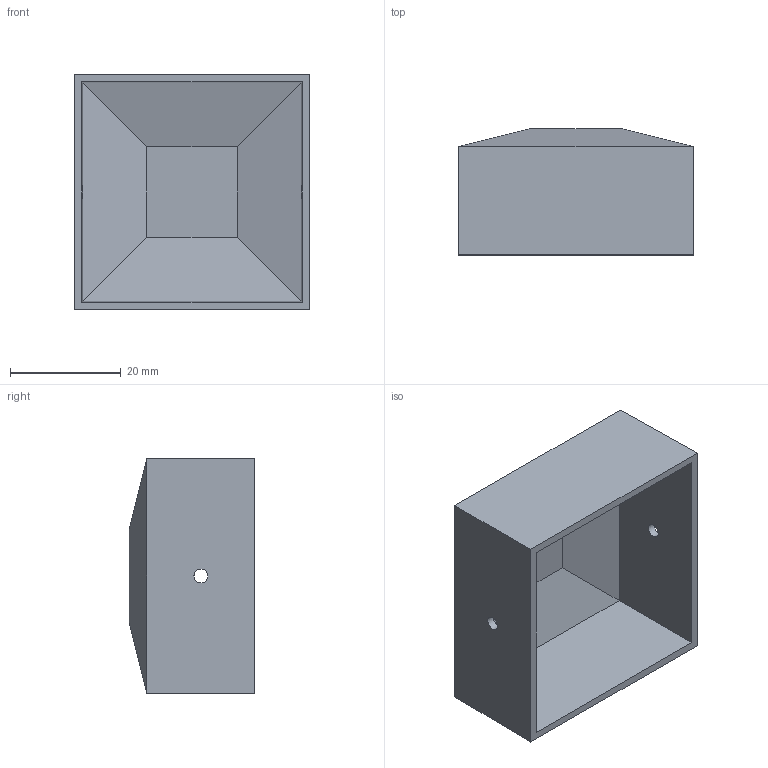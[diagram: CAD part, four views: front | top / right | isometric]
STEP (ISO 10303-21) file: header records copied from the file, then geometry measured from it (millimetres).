
FILE_DESCRIPTION(/* description */ (''),/* implementation_level */ '2;1');
FILE_NAME(/* name */ 'Crazyfire HZ-100P Housing v4.step',/* time_stamp */ '2017-04-28T14:29:22-07:00',/* author */ (''),/* organization */ (''),/* preprocessor_version */ 'ST-DEVELOPER v16.13',/* originating_system */ 'Autodesk Translation Framework v6.1.1.50',/* authorisation */ '');
FILE_SCHEMA (('AUTOMOTIVE_DESIGN { 1 0 10303 214 3 1 1 }'));
Length unit declared in the file: millimetre
Products named in the file (1): Crazyfire HZ-100P Housing v4
Bounding box: 42.5 x 22.7 x 42.5 mm (x, y, z)
Volume: 6726.9 mm3; surface area: 9868.8 mm2
Topology: 1 solids, 1 shells, 21 faces, 46 edges, 28 vertices
Faces by surface type: plane 19, cylinder 2
Full cylindrical faces by diameter (mm): 2.5 x2
Entity records: 580 total; most frequent: CARTESIAN_POINT 94, DIRECTION 92, ORIENTED_EDGE 88, EDGE_CURVE 44, LINE 40, VECTOR 40, EDGE_LOOP 28, VERTEX_POINT 28
